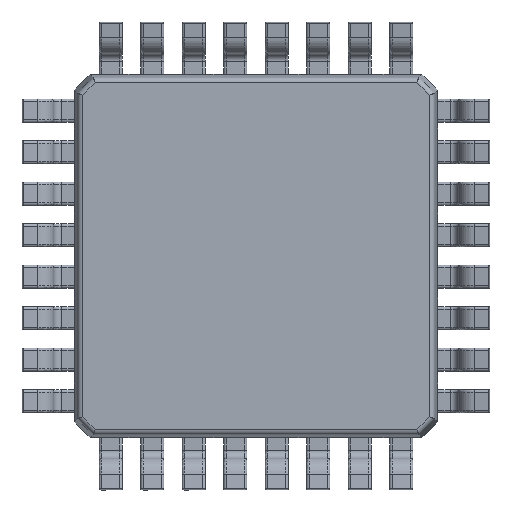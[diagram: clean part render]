
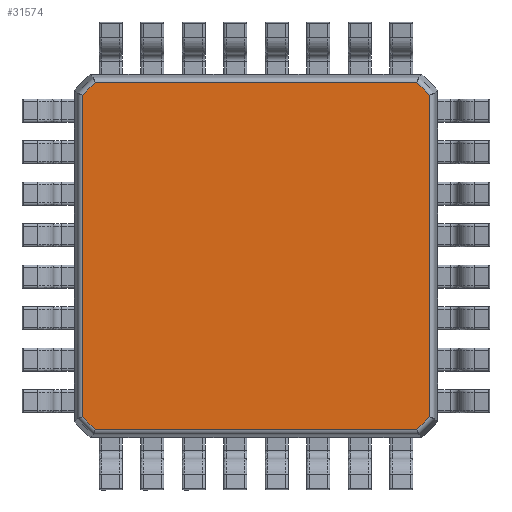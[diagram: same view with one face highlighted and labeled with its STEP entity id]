
A CAD part, front view. The second image highlights one B-rep face of the part: STEP entity #31574.
In plain terms, the highlighted planar face has unit normal (0, -1, 0).
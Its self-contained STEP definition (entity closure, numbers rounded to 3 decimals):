
#440 = FACE_OUTER_BOUND ( 'NONE', #35469, .T. ) ;
#832 = DIRECTION ( 'NONE',  ( 0., 0., 1. ) ) ;
#1391 = EDGE_CURVE ( 'NONE', #4596, #25539, #23016, .T. ) ;
#4093 = VECTOR ( 'NONE', #25839, 1000. ) ;
#4316 = VECTOR ( 'NONE', #30825, 1000. ) ;
#4397 = EDGE_CURVE ( 'NONE', #24487, #24979, #29703, .T. ) ;
#4469 = ORIENTED_EDGE ( 'NONE', *, *, #24773, .F. ) ;
#4596 = VERTEX_POINT ( 'NONE', #6296 ) ;
#6296 = CARTESIAN_POINT ( 'NONE',  ( -3.098, 0., 3.346 ) ) ;
#6532 = DIRECTION ( 'NONE',  ( -1., 0., 0. ) ) ;
#8114 = DIRECTION ( 'NONE',  ( 0., 0., -1. ) ) ;
#8350 = VECTOR ( 'NONE', #6532, 1000. ) ;
#8463 = ORIENTED_EDGE ( 'NONE', *, *, #13175, .F. ) ;
#8955 = CARTESIAN_POINT ( 'NONE',  ( -1.75, 0., 3.346 ) ) ;
#9059 = ORIENTED_EDGE ( 'NONE', *, *, #13944, .F. ) ;
#9764 = LINE ( 'NONE', #30059, #23736 ) ;
#10453 = ORIENTED_EDGE ( 'NONE', *, *, #1391, .F. ) ;
#10499 = LINE ( 'NONE', #27979, #4316 ) ;
#10565 = AXIS2_PLACEMENT_3D ( 'NONE', #34775, #34405, #12034 ) ;
#10757 = VERTEX_POINT ( 'NONE', #33269 ) ;
#10878 = VECTOR ( 'NONE', #27230, 1000. ) ;
#11608 = EDGE_CURVE ( 'NONE', #27692, #10757, #9764, .T. ) ;
#12034 = DIRECTION ( 'NONE',  ( 0., 0., 1. ) ) ;
#12621 = CARTESIAN_POINT ( 'NONE',  ( 0., 0., -3.346 ) ) ;
#13175 = EDGE_CURVE ( 'NONE', #35400, #24487, #22538, .T. ) ;
#13372 = CARTESIAN_POINT ( 'NONE',  ( 3.222, 0., 3.222 ) ) ;
#13944 = EDGE_CURVE ( 'NONE', #25539, #35400, #37053, .T. ) ;
#14408 = CARTESIAN_POINT ( 'NONE',  ( 3.346, 0., -3.098 ) ) ;
#16363 = VERTEX_POINT ( 'NONE', #19929 ) ;
#16691 = VECTOR ( 'NONE', #33460, 1000. ) ;
#17246 = DIRECTION ( 'NONE',  ( 0.707, 0., 0.707 ) ) ;
#17521 = PLANE ( 'NONE',  #10565 ) ;
#18480 = CARTESIAN_POINT ( 'NONE',  ( 3.222, 0., -3.222 ) ) ;
#19929 = CARTESIAN_POINT ( 'NONE',  ( -3.098, 0., -3.346 ) ) ;
#22538 = LINE ( 'NONE', #34093, #35285 ) ;
#22708 = VECTOR ( 'NONE', #17246, 1000. ) ;
#23016 = LINE ( 'NONE', #8955, #4093 ) ;
#23736 = VECTOR ( 'NONE', #832, 1000. ) ;
#24487 = VERTEX_POINT ( 'NONE', #14408 ) ;
#24773 = EDGE_CURVE ( 'NONE', #24979, #16363, #27036, .T. ) ;
#24979 = VERTEX_POINT ( 'NONE', #31740 ) ;
#25539 = VERTEX_POINT ( 'NONE', #30373 ) ;
#25839 = DIRECTION ( 'NONE',  ( 1., 0., 0. ) ) ;
#27036 = LINE ( 'NONE', #12621, #8350 ) ;
#27230 = DIRECTION ( 'NONE',  ( -0.707, 0., -0.707 ) ) ;
#27692 = VERTEX_POINT ( 'NONE', #28148 ) ;
#27714 = EDGE_CURVE ( 'NONE', #16363, #27692, #10499, .T. ) ;
#27979 = CARTESIAN_POINT ( 'NONE',  ( -3.222, 0., -3.222 ) ) ;
#28148 = CARTESIAN_POINT ( 'NONE',  ( -3.346, 0., -3.098 ) ) ;
#29703 = LINE ( 'NONE', #18480, #10878 ) ;
#30059 = CARTESIAN_POINT ( 'NONE',  ( -3.346, 0., 0. ) ) ;
#30373 = CARTESIAN_POINT ( 'NONE',  ( 3.098, 0., 3.346 ) ) ;
#30825 = DIRECTION ( 'NONE',  ( -0.707, 0., 0.707 ) ) ;
#31574 = ADVANCED_FACE ( 'NONE', ( #440 ), #17521, .F. ) ;
#31674 = LINE ( 'NONE', #31850, #22708 ) ;
#31740 = CARTESIAN_POINT ( 'NONE',  ( 3.098, 0., -3.346 ) ) ;
#31850 = CARTESIAN_POINT ( 'NONE',  ( -3.222, 0., 3.222 ) ) ;
#32160 = ORIENTED_EDGE ( 'NONE', *, *, #32193, .F. ) ;
#32193 = EDGE_CURVE ( 'NONE', #10757, #4596, #31674, .T. ) ;
#33269 = CARTESIAN_POINT ( 'NONE',  ( -3.346, 0., 3.098 ) ) ;
#33460 = DIRECTION ( 'NONE',  ( 0.707, 0., -0.707 ) ) ;
#33932 = CARTESIAN_POINT ( 'NONE',  ( 3.346, 0., 3.098 ) ) ;
#34093 = CARTESIAN_POINT ( 'NONE',  ( 3.346, 0., 0. ) ) ;
#34237 = ORIENTED_EDGE ( 'NONE', *, *, #4397, .F. ) ;
#34405 = DIRECTION ( 'NONE',  ( 0., 1., 0. ) ) ;
#34664 = ORIENTED_EDGE ( 'NONE', *, *, #11608, .F. ) ;
#34775 = CARTESIAN_POINT ( 'NONE',  ( 0., 0., 0. ) ) ;
#35217 = ORIENTED_EDGE ( 'NONE', *, *, #27714, .F. ) ;
#35285 = VECTOR ( 'NONE', #8114, 1000. ) ;
#35400 = VERTEX_POINT ( 'NONE', #33932 ) ;
#35469 = EDGE_LOOP ( 'NONE', ( #32160, #34664, #35217, #4469, #34237, #8463, #9059, #10453 ) ) ;
#37053 = LINE ( 'NONE', #13372, #16691 ) ;
